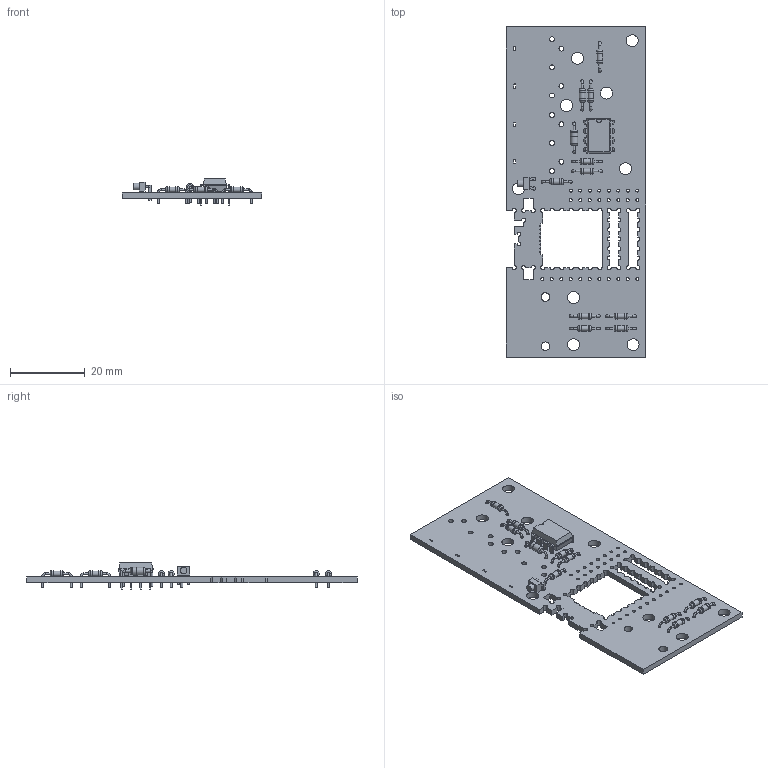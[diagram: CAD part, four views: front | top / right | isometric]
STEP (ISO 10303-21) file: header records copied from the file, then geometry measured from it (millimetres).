
FILE_DESCRIPTION(('KiCad electronic assembly'),'2;1');
FILE_NAME('rbdrums.step','2020-03-25T14:32:46',('An Author'),( 'A Company'),'Open CASCADE STEP processor 6.9', 'KiCad to STEP converter','Unknown');
FILE_SCHEMA(('AUTOMOTIVE_DESIGN { 1 0 10303 214 1 1 1 1 }'));
Length unit declared in the file: millimetre
Products named in the file (10): Open CASCADE STEP translator 6.9 1; R_Axial_DIN0204_L3.6mm_D1.6mm_P7.62mm_Horizontal; SOLID; LED_D1.8mm_W1.8mm_H2.4mm_Horizontal_O1.27mm_Z1.6mm; DIP-8_W7.62mm; D_DO-35_SOD27_P7.62mm_Horizontal; COMPOUND
Assembly tree (18 placements, depth 3):
  Open CASCADE STEP translator 6.9 1
    R_Axial_DIN0204_L3.6mm_D1.6mm_P7.62mm_Horizontal  x10
      SOLID
    LED_D1.8mm_W1.8mm_H2.4mm_Horizontal_O1.27mm_Z1.6mm
      SOLID
    DIP-8_W7.62mm
      SOLID
    D_DO-35_SOD27_P7.62mm_Horizontal
      COMPOUND
    COMPOUND
Bounding box: 37.34 x 88.14 x 6.98 mm (x, y, z)
Volume: 4715.1 mm3; surface area: 7531.6 mm2
Topology: 15 solids, 15 shells, 614 faces, 1497 edges, 958 vertices
Faces by surface type: plane 293, cylinder 257, torus 44, bspline 20
Full cylindrical faces by diameter (mm): 0.5 x43, 0.7 x20, 0.8 x37, 0.9 x2, 1.3 x10, 1.44 x10, 1.6 x20, 1.8 x1, 2 x2, 2.02 x1, 2.3 x2, 3.2 x9
Entity records: 34877 total; most frequent: CARTESIAN_POINT 8600, DIRECTION 4479, LINE 2724, VECTOR 2724, ORIENTED_EDGE 2508, PCURVE 2508, DEFINITIONAL_REPRESENTATION 2508, EDGE_CURVE 1254
